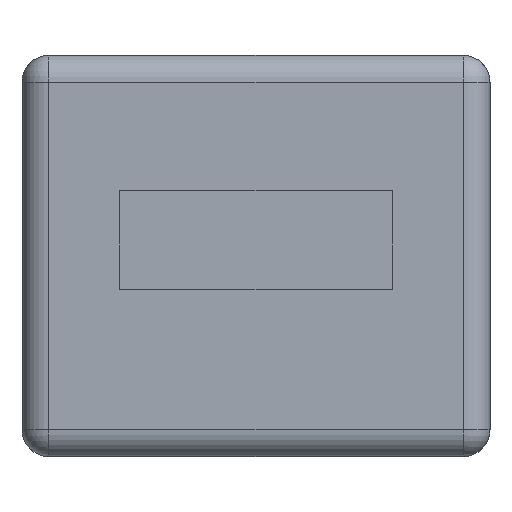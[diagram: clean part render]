
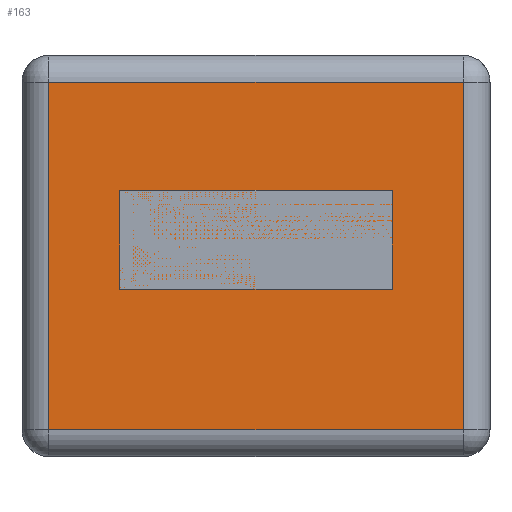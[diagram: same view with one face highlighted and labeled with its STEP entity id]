
A CAD part, front view. The second image highlights one B-rep face of the part: STEP entity #163.
In plain terms, the highlighted planar face has unit normal (0, -1, 0).
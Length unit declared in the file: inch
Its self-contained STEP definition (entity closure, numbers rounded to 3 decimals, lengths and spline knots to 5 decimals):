
#163=ADVANCED_FACE('',(#214),#198,.T.);
#198=PLANE('',#633);
#214=FACE_OUTER_BOUND('',#250,.T.);
#250=EDGE_LOOP('',(#331,#332,#333,#334));
#331=ORIENTED_EDGE('',*,*,#491,.T.);
#332=ORIENTED_EDGE('',*,*,#492,.T.);
#333=ORIENTED_EDGE('',*,*,#493,.T.);
#334=ORIENTED_EDGE('',*,*,#494,.T.);
#443=VERTEX_POINT('',#923);
#444=VERTEX_POINT('',#924);
#445=VERTEX_POINT('',#926);
#446=VERTEX_POINT('',#928);
#491=EDGE_CURVE('',#443,#444,#557,.T.);
#492=EDGE_CURVE('',#444,#445,#558,.T.);
#493=EDGE_CURVE('',#445,#446,#559,.T.);
#494=EDGE_CURVE('',#446,#443,#560,.T.);
#557=LINE('',#922,#599);
#558=LINE('',#925,#600);
#559=LINE('',#927,#601);
#560=LINE('',#929,#602);
#599=VECTOR('',#732,1.);
#600=VECTOR('',#733,1.);
#601=VECTOR('',#734,1.);
#602=VECTOR('',#735,1.);
#633=AXIS2_PLACEMENT_3D('',#930,#736,#737);
#732=DIRECTION('',(1.,0.,0.));
#733=DIRECTION('',(0.,0.,1.));
#734=DIRECTION('',(-1.,0.,0.));
#735=DIRECTION('',(0.,0.,-1.));
#736=DIRECTION('',(0.,-1.,0.));
#737=DIRECTION('',(0.,0.,-1.));
#922=CARTESIAN_POINT('',(1.163,0.68,0.8265));
#923=CARTESIAN_POINT('',(1.0855,0.68,0.8265));
#924=CARTESIAN_POINT('',(1.2405,0.68,0.8265));
#925=CARTESIAN_POINT('',(1.2405,0.68,0.8165));
#926=CARTESIAN_POINT('',(1.2405,0.68,0.9565));
#927=CARTESIAN_POINT('',(1.163,0.68,0.9565));
#928=CARTESIAN_POINT('',(1.0855,0.68,0.9565));
#929=CARTESIAN_POINT('',(1.0855,0.68,0.8165));
#930=CARTESIAN_POINT('',(1.163,0.68,0.8165));
